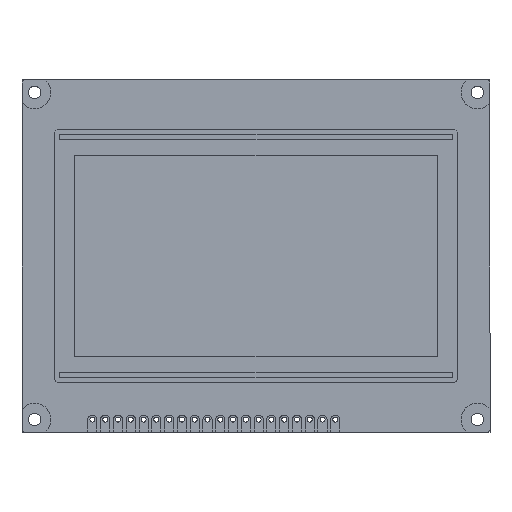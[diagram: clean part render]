
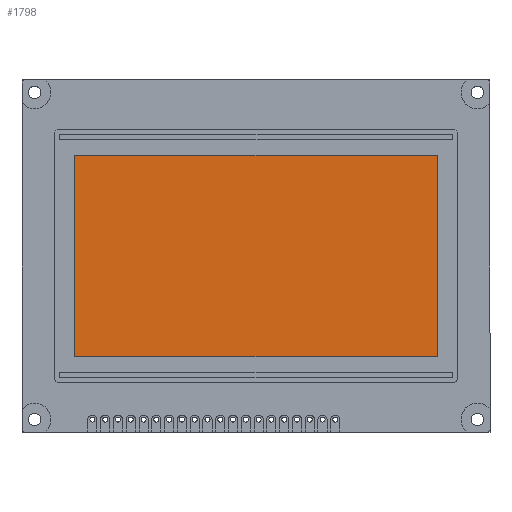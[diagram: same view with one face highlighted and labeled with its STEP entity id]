
A CAD part, top view. The second image highlights one B-rep face of the part: STEP entity #1798.
In plain terms, the highlighted planar face has unit normal (0, 0, 1).
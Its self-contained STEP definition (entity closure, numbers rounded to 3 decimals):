
#1537 = VERTEX_POINT ( 'NONE', #5245 ) ;
#1712 = EDGE_CURVE ( 'NONE', #1781, #1537, #5525, .T. ) ;
#1745 = ORIENTED_EDGE ( 'NONE', *, *, #1769, .T. ) ;
#1746 = EDGE_LOOP ( 'NONE', ( #1817, #1756, #1799, #1745 ) ) ;
#1756 = ORIENTED_EDGE ( 'NONE', *, *, #1762, .T. ) ;
#1762 = EDGE_CURVE ( 'NONE', #1537, #1776, #5612, .T. ) ;
#1769 = EDGE_CURVE ( 'NONE', #1772, #1781, #5600, .T. ) ;
#1772 = VERTEX_POINT ( 'NONE', #5601 ) ;
#1773 = EDGE_CURVE ( 'NONE', #1776, #1772, #5589, .T. ) ;
#1776 = VERTEX_POINT ( 'NONE', #5640 ) ;
#1781 = VERTEX_POINT ( 'NONE', #5643 ) ;
#1798 = ADVANCED_FACE ( 'NONE', ( #5696 ), #5692, .T. ) ;
#1799 = ORIENTED_EDGE ( 'NONE', *, *, #1773, .T. ) ;
#1817 = ORIENTED_EDGE ( 'NONE', *, *, #1712, .T. ) ;
#5245 = CARTESIAN_POINT ( 'NONE',  ( -36., -20., 9.6 ) ) ;
#5500 = VECTOR ( 'NONE', #5511, 1000. ) ;
#5511 = DIRECTION ( 'NONE',  ( 0., -1., 0. ) ) ;
#5512 = CARTESIAN_POINT ( 'NONE',  ( -36., 20., 9.6 ) ) ;
#5525 = LINE ( 'NONE', #5512, #5500 ) ;
#5588 = CARTESIAN_POINT ( 'NONE',  ( 36., 20., 9.6 ) ) ;
#5589 = LINE ( 'NONE', #5588, #5642 ) ;
#5593 = DIRECTION ( 'NONE',  ( -1., 0., 0. ) ) ;
#5594 = VECTOR ( 'NONE', #5593, 1000. ) ;
#5599 = CARTESIAN_POINT ( 'NONE',  ( -36., 20., 9.6 ) ) ;
#5600 = LINE ( 'NONE', #5599, #5594 ) ;
#5601 = CARTESIAN_POINT ( 'NONE',  ( 36., 20., 9.6 ) ) ;
#5609 = DIRECTION ( 'NONE',  ( 1., 0., 0. ) ) ;
#5610 = VECTOR ( 'NONE', #5609, 1000. ) ;
#5611 = CARTESIAN_POINT ( 'NONE',  ( -36., -20., 9.6 ) ) ;
#5612 = LINE ( 'NONE', #5611, #5610 ) ;
#5640 = CARTESIAN_POINT ( 'NONE',  ( 36., -20., 9.6 ) ) ;
#5641 = DIRECTION ( 'NONE',  ( 0., 1., 0. ) ) ;
#5642 = VECTOR ( 'NONE', #5641, 1000. ) ;
#5643 = CARTESIAN_POINT ( 'NONE',  ( -36., 20., 9.6 ) ) ;
#5667 = AXIS2_PLACEMENT_3D ( 'NONE', #5723, #5722, #5721 ) ;
#5692 = PLANE ( 'NONE',  #5667 ) ;
#5696 = FACE_OUTER_BOUND ( 'NONE', #1746, .T. ) ;
#5721 = DIRECTION ( 'NONE',  ( 1., 0., 0. ) ) ;
#5722 = DIRECTION ( 'NONE',  ( 0., 0., 1. ) ) ;
#5723 = CARTESIAN_POINT ( 'NONE',  ( -36., -20., 9.6 ) ) ;
